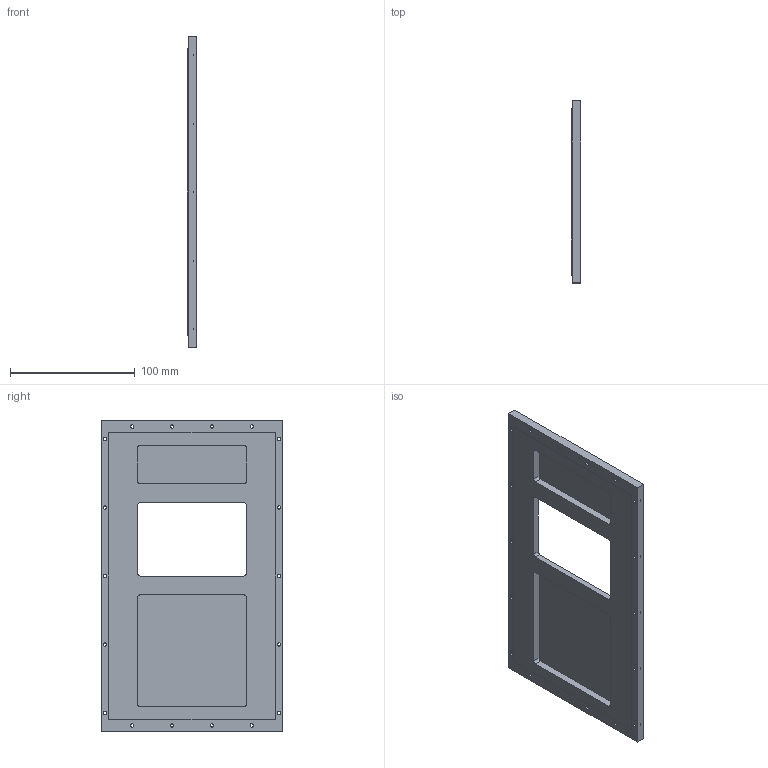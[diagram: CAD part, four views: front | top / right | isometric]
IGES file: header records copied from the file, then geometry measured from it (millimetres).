
Start section: START RECORD GO HERE.
Global section: file name: Panneau_avant_SOVAP.igs; native system: IBM CATIA IGES - CATIA Version 5 Release 14 ; preprocessor: CATIA Version 5 Release 14 ; author: pmalc; organization: SROC-3; date: 20050127.171156; units: millimetre
Bounding box: 8 x 146 x 250 mm (x, y, z)
Surface area: 75623.1 mm2 (no closed solid volume)
Topology: 0 solids, 0 shells, 136 faces, 672 edges, 672 vertices
Faces by surface type: revolution 88, plane 48
